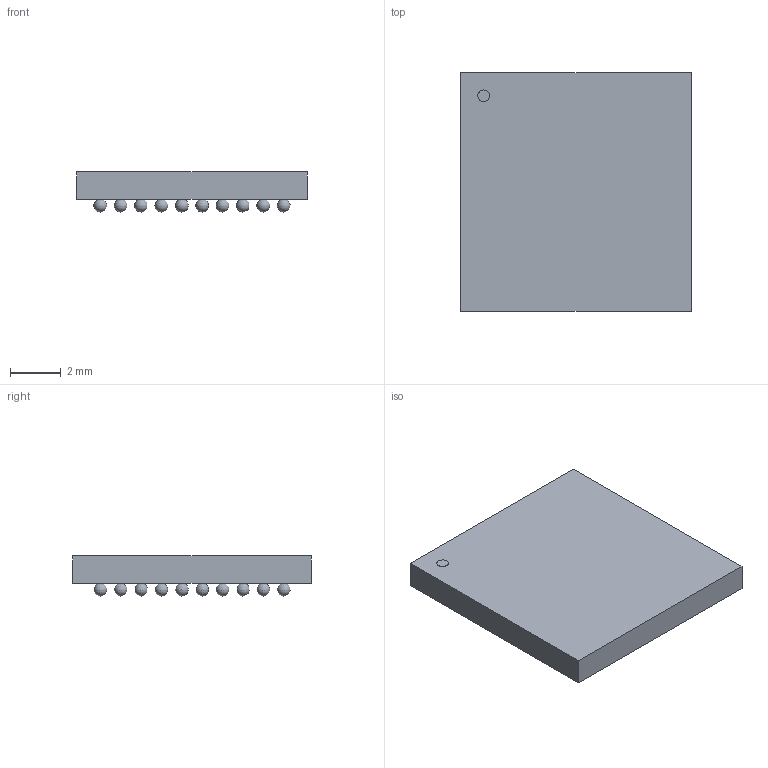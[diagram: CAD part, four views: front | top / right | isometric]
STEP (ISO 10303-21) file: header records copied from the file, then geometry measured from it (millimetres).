
FILE_DESCRIPTION(('FreeCAD Model'),'2;1');
FILE_NAME('Im2BGA_STM.step','2021-05-03T01:39:11',( 'kicad StepUp'),('ksu MCAD'),'Open CASCADE STEP processor 7.3', 'FreeCAD','Unknown');
FILE_SCHEMA(('AUTOMOTIVE_DESIGN { 1 0 10303 214 1 1 1 1 }'));
Length unit declared in the file: millimetre
Products named in the file (1): Im2BGA_STM
Bounding box: 9.07 x 9.37 x 1.58 mm (x, y, z)
Volume: 97.6 mm3; surface area: 290.8 mm2
Topology: 102 solids, 102 shells, 109 faces, 315 edges, 210 vertices
Faces by surface type: sphere 100, plane 8, cylinder 1
Full cylindrical faces by diameter (mm): 0.453 x1
Entity records: 2185 total; most frequent: CARTESIAN_POINT 236, DIRECTION 236, AXIS2_PLACEMENT_3D 112, VERTEX_POINT 110, ADVANCED_FACE 109, FACE_BOUND 109, STYLED_ITEM 109, PRESENTATION_STYLE_ASSIGNMENT 109
